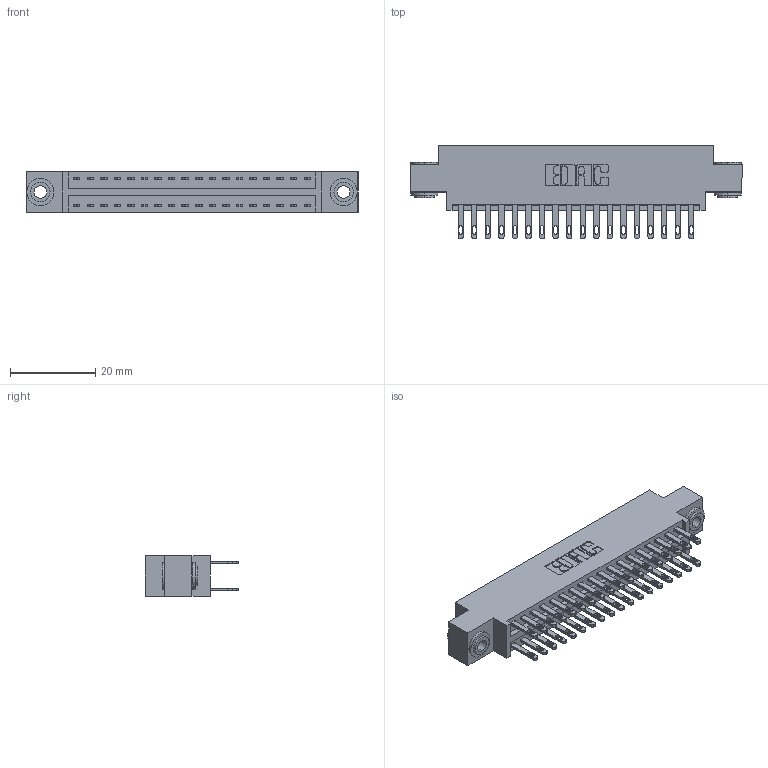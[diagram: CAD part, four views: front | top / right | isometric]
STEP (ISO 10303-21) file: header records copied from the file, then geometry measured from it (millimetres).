
FILE_DESCRIPTION (( 'STEP AP203' ), '1' );
FILE_NAME ('346-036-500-803.STEP', '2022-05-19T20:51:03', ( '' ), ( '' ), 'SwSTEP 2.0', 'SolidWorks 2020', '' );
FILE_SCHEMA (( 'CONFIG_CONTROL_DESIGN' ));
Length unit declared in the file: inch
Products named in the file (4): 346 Part_0.170 Offset - 0.156 Dia-TH; 346-036-500-803; 345-250-002_345-250-002-102; 345-292-001_345-293-100
Assembly tree (39 placements, depth 2):
  346-036-500-803
    346 Part_0.170 Offset - 0.156 Dia-TH
    345-292-001_345-293-100  x36
    345-250-002_345-250-002-102  x2
Bounding box: 77.72 x 21.84 x 9.4 mm (x, y, z)
Volume: 7349.3 mm3; surface area: 10530.1 mm2
Topology: 39 solids, 39 shells, 1906 faces, 5745 edges, 3826 vertices
Faces by surface type: plane 1148, cylinder 750, cone 8
Entity records: 16106 total; most frequent: CARTESIAN_POINT 2669, ORIENTED_EDGE 2594, DIRECTION 2435, EDGE_CURVE 1297, VECTOR 1065, LINE 1065, VERTEX_POINT 862, AXIS2_PLACEMENT_3D 685
